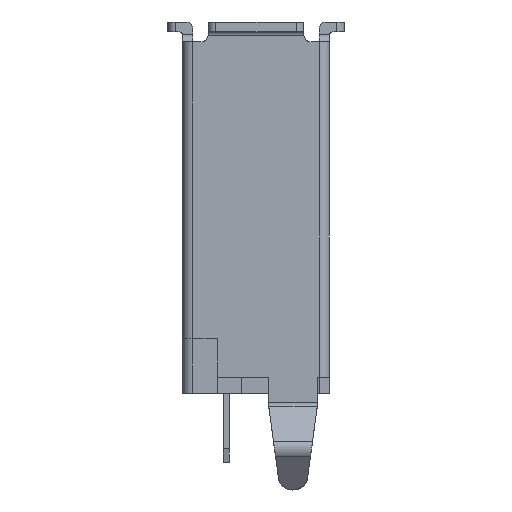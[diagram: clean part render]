
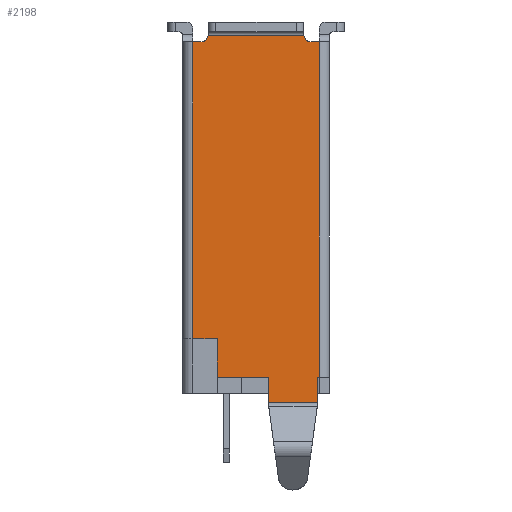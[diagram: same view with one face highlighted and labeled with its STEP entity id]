
A CAD part, left-side view. The second image highlights one B-rep face of the part: STEP entity #2198.
In plain terms, the highlighted planar face has unit normal (-1, 0, 0).
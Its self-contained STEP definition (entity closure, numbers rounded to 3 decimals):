
#84 = ORIENTED_EDGE ( 'NONE', *, *, #546, .T. ) ;
#199 = EDGE_CURVE ( 'NONE', #8961, #5062, #11705, .T. ) ;
#266 = CARTESIAN_POINT ( 'NONE',  ( -6.65, 0.4, 0. ) ) ;
#287 = AXIS2_PLACEMENT_3D ( 'NONE', #3357, #3310, #6077 ) ;
#502 = VECTOR ( 'NONE', #9944, 1000. ) ;
#546 = EDGE_CURVE ( 'NONE', #632, #2515, #11169, .T. ) ;
#632 = VERTEX_POINT ( 'NONE', #7392 ) ;
#650 = VERTEX_POINT ( 'NONE', #3747 ) ;
#654 = CARTESIAN_POINT ( 'NONE',  ( -6.65, 0.4, -13.55 ) ) ;
#686 = DIRECTION ( 'NONE',  ( 0., -1., 0. ) ) ;
#725 = ORIENTED_EDGE ( 'NONE', *, *, #6355, .T. ) ;
#935 = ORIENTED_EDGE ( 'NONE', *, *, #3366, .T. ) ;
#1191 = EDGE_LOOP ( 'NONE', ( #725, #10653, #9277, #7220, #11177, #2944, #5792, #935, #4097, #10831, #3468, #84, #10815, #4926 ) ) ;
#1512 = EDGE_CURVE ( 'NONE', #6132, #8961, #11217, .T. ) ;
#1566 = VERTEX_POINT ( 'NONE', #6814 ) ;
#1627 = CARTESIAN_POINT ( 'NONE',  ( -6.65, 0.4, -13.55 ) ) ;
#1675 = CARTESIAN_POINT ( 'NONE',  ( -6.65, 0., -13.55 ) ) ;
#1797 = CARTESIAN_POINT ( 'NONE',  ( -6.65, 2.465, -13.55 ) ) ;
#1832 = LINE ( 'NONE', #4603, #6491 ) ;
#1959 = EDGE_CURVE ( 'NONE', #5315, #3985, #6182, .T. ) ;
#2007 = CARTESIAN_POINT ( 'NONE',  ( -6.65, 5.52, -12. ) ) ;
#2198 = ADVANCED_FACE ( 'NONE', ( #3280 ), #9763, .T. ) ;
#2498 = VERTEX_POINT ( 'NONE', #10621 ) ;
#2515 = VERTEX_POINT ( 'NONE', #6883 ) ;
#2519 = EDGE_CURVE ( 'NONE', #11195, #1566, #9869, .T. ) ;
#2540 = DIRECTION ( 'NONE',  ( 0., -1., 0. ) ) ;
#2583 = EDGE_CURVE ( 'NONE', #5315, #632, #9997, .T. ) ;
#2815 = LINE ( 'NONE', #11009, #7252 ) ;
#2944 = ORIENTED_EDGE ( 'NONE', *, *, #1512, .T. ) ;
#3280 = FACE_OUTER_BOUND ( 'NONE', #1191, .T. ) ;
#3288 = CARTESIAN_POINT ( 'NONE',  ( -6.65, 4.889, 0.25 ) ) ;
#3310 = DIRECTION ( 'NONE',  ( 1., 0., 0. ) ) ;
#3357 = CARTESIAN_POINT ( 'NONE',  ( -6.65, 5.185, 0.3 ) ) ;
#3366 = EDGE_CURVE ( 'NONE', #5062, #2498, #9389, .T. ) ;
#3468 = ORIENTED_EDGE ( 'NONE', *, *, #2583, .T. ) ;
#3475 = DIRECTION ( 'NONE',  ( 0., 0., 1. ) ) ;
#3747 = CARTESIAN_POINT ( 'NONE',  ( -6.65, 4.52, -13.55 ) ) ;
#3887 = CARTESIAN_POINT ( 'NONE',  ( -6.65, 0.465, -14.64 ) ) ;
#3985 = VERTEX_POINT ( 'NONE', #1627 ) ;
#4097 = ORIENTED_EDGE ( 'NONE', *, *, #9854, .T. ) ;
#4160 = EDGE_CURVE ( 'NONE', #2515, #11293, #9521, .T. ) ;
#4302 = AXIS2_PLACEMENT_3D ( 'NONE', #10191, #7303, #11026 ) ;
#4343 = VERTEX_POINT ( 'NONE', #8026 ) ;
#4362 = CARTESIAN_POINT ( 'NONE',  ( -6.65, 0.735, 0.3 ) ) ;
#4381 = CARTESIAN_POINT ( 'NONE',  ( -6.65, 0., -14.59 ) ) ;
#4553 = DIRECTION ( 'NONE',  ( 0., -1., 0. ) ) ;
#4603 = CARTESIAN_POINT ( 'NONE',  ( -6.65, 0., 0. ) ) ;
#4911 = DIRECTION ( 'NONE',  ( 0., 0., 1. ) ) ;
#4926 = ORIENTED_EDGE ( 'NONE', *, *, #6263, .T. ) ;
#4991 = DIRECTION ( 'NONE',  ( 0., 1., 0. ) ) ;
#5062 = VERTEX_POINT ( 'NONE', #8873 ) ;
#5188 = VECTOR ( 'NONE', #4553, 1000. ) ;
#5295 = EDGE_CURVE ( 'NONE', #650, #6132, #9095, .T. ) ;
#5315 = VERTEX_POINT ( 'NONE', #266 ) ;
#5571 = DIRECTION ( 'NONE',  ( 0., 0., -1. ) ) ;
#5579 = CARTESIAN_POINT ( 'NONE',  ( -6.65, 0., 0. ) ) ;
#5722 = DIRECTION ( 'NONE',  ( 0., 0., -1. ) ) ;
#5792 = ORIENTED_EDGE ( 'NONE', *, *, #199, .T. ) ;
#5931 = VECTOR ( 'NONE', #5722, 1000. ) ;
#6065 = VECTOR ( 'NONE', #686, 1000. ) ;
#6077 = DIRECTION ( 'NONE',  ( 0., 0., -1. ) ) ;
#6132 = VERTEX_POINT ( 'NONE', #1797 ) ;
#6182 = LINE ( 'NONE', #654, #10488 ) ;
#6263 = EDGE_CURVE ( 'NONE', #11293, #8909, #9547, .T. ) ;
#6340 = CARTESIAN_POINT ( 'NONE',  ( -6.65, 0., -13.55 ) ) ;
#6355 = EDGE_CURVE ( 'NONE', #8909, #4343, #1832, .T. ) ;
#6491 = VECTOR ( 'NONE', #6503, 1000. ) ;
#6503 = DIRECTION ( 'NONE',  ( 0., 1., 0. ) ) ;
#6647 = CARTESIAN_POINT ( 'NONE',  ( -6.65, 2.465, -13.55 ) ) ;
#6814 = CARTESIAN_POINT ( 'NONE',  ( -6.65, 4.52, -12. ) ) ;
#6883 = CARTESIAN_POINT ( 'NONE',  ( -6.65, 1.031, 0.25 ) ) ;
#6947 = CARTESIAN_POINT ( 'NONE',  ( -6.65, 0., 0.25 ) ) ;
#6974 = DIRECTION ( 'NONE',  ( 0., 0., -1. ) ) ;
#7220 = ORIENTED_EDGE ( 'NONE', *, *, #9811, .T. ) ;
#7252 = VECTOR ( 'NONE', #5571, 1000. ) ;
#7294 = AXIS2_PLACEMENT_3D ( 'NONE', #4362, #10786, #3475 ) ;
#7303 = DIRECTION ( 'NONE',  ( -1., 0., 0. ) ) ;
#7392 = CARTESIAN_POINT ( 'NONE',  ( -6.65, 0.735, 0. ) ) ;
#7948 = CARTESIAN_POINT ( 'NONE',  ( -6.65, 2.465, -14.59 ) ) ;
#8026 = CARTESIAN_POINT ( 'NONE',  ( -6.65, 5.52, 0. ) ) ;
#8032 = CARTESIAN_POINT ( 'NONE',  ( -6.65, 4.52, -13.55 ) ) ;
#8579 = VECTOR ( 'NONE', #11931, 1000. ) ;
#8873 = CARTESIAN_POINT ( 'NONE',  ( -6.65, 0.465, -14.59 ) ) ;
#8875 = LINE ( 'NONE', #8032, #502 ) ;
#8909 = VERTEX_POINT ( 'NONE', #11438 ) ;
#8928 = DIRECTION ( 'NONE',  ( 0., -1., 0. ) ) ;
#8961 = VERTEX_POINT ( 'NONE', #7948 ) ;
#8979 = CARTESIAN_POINT ( 'NONE',  ( -6.65, 0., -12. ) ) ;
#8992 = LINE ( 'NONE', #1675, #10733 ) ;
#9095 = LINE ( 'NONE', #6340, #5188 ) ;
#9277 = ORIENTED_EDGE ( 'NONE', *, *, #2519, .T. ) ;
#9389 = LINE ( 'NONE', #3887, #11446 ) ;
#9452 = EDGE_CURVE ( 'NONE', #4343, #11195, #2815, .T. ) ;
#9521 = LINE ( 'NONE', #6947, #10378 ) ;
#9547 = CIRCLE ( 'NONE', #287, 0.3 ) ;
#9763 = PLANE ( 'NONE',  #4302 ) ;
#9811 = EDGE_CURVE ( 'NONE', #1566, #650, #8875, .T. ) ;
#9854 = EDGE_CURVE ( 'NONE', #2498, #3985, #8992, .T. ) ;
#9869 = LINE ( 'NONE', #8979, #6065 ) ;
#9944 = DIRECTION ( 'NONE',  ( 0., 0., -1. ) ) ;
#9997 = LINE ( 'NONE', #5579, #8579 ) ;
#10191 = CARTESIAN_POINT ( 'NONE',  ( -6.65, 0., -13.55 ) ) ;
#10378 = VECTOR ( 'NONE', #4991, 1000. ) ;
#10488 = VECTOR ( 'NONE', #6974, 1000. ) ;
#10621 = CARTESIAN_POINT ( 'NONE',  ( -6.65, 0.465, -13.55 ) ) ;
#10653 = ORIENTED_EDGE ( 'NONE', *, *, #9452, .T. ) ;
#10733 = VECTOR ( 'NONE', #8928, 1000. ) ;
#10786 = DIRECTION ( 'NONE',  ( 1., 0., 0. ) ) ;
#10815 = ORIENTED_EDGE ( 'NONE', *, *, #4160, .T. ) ;
#10831 = ORIENTED_EDGE ( 'NONE', *, *, #1959, .F. ) ;
#11009 = CARTESIAN_POINT ( 'NONE',  ( -6.65, 5.52, -13.55 ) ) ;
#11026 = DIRECTION ( 'NONE',  ( 0., 0., 1. ) ) ;
#11169 = CIRCLE ( 'NONE', #7294, 0.3 ) ;
#11177 = ORIENTED_EDGE ( 'NONE', *, *, #5295, .T. ) ;
#11195 = VERTEX_POINT ( 'NONE', #2007 ) ;
#11217 = LINE ( 'NONE', #6647, #5931 ) ;
#11293 = VERTEX_POINT ( 'NONE', #3288 ) ;
#11438 = CARTESIAN_POINT ( 'NONE',  ( -6.65, 5.185, 0. ) ) ;
#11446 = VECTOR ( 'NONE', #4911, 1000. ) ;
#11705 = LINE ( 'NONE', #4381, #11742 ) ;
#11742 = VECTOR ( 'NONE', #2540, 1000. ) ;
#11931 = DIRECTION ( 'NONE',  ( 0., 1., 0. ) ) ;
